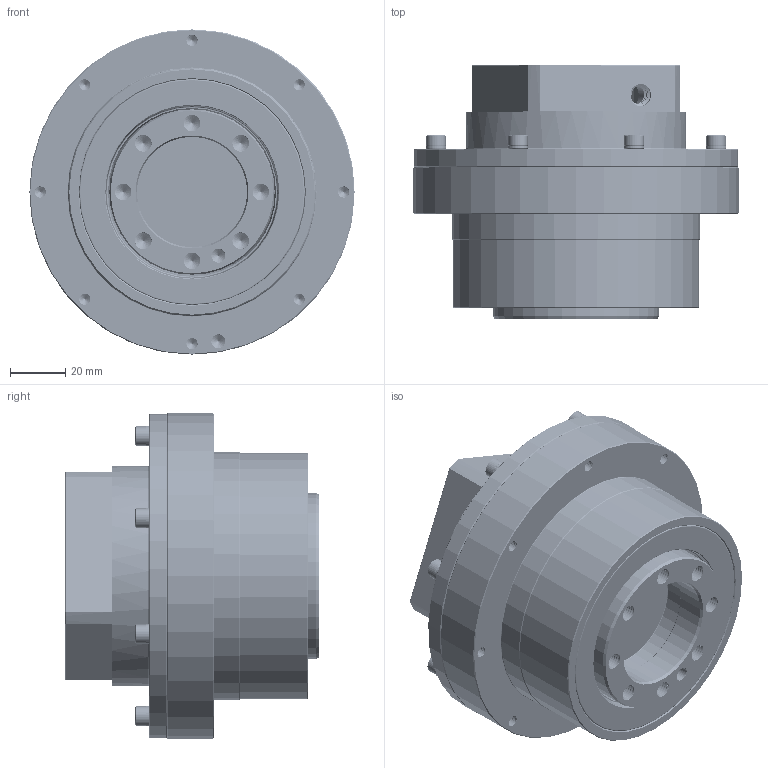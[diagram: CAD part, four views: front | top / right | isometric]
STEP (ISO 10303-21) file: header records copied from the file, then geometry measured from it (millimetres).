
FILE_DESCRIPTION (( 'STEP AP214' ), '1' );
FILE_NAME ('DRP125 400W.STEP', '2022-10-20T08:25:53', ( '' ), ( '' ), 'SwSTEP 2.0', 'SolidWorks 2022', '' );
FILE_SCHEMA (( 'AUTOMOTIVE_DESIGN' ));
Length unit declared in the file: millimetre
Products named in the file (19): DRP125 Rotor; 蝶Щ葭諦敷 M4; DRP125 Frame; DRP125 40 Input Gear; DRP125 Spacer; BRG6812; DRP125 400W; DRP125 40 Housing; BRG6901; Motor Clamp 40B; VC d60D82B6; 溶纂獐お 5x15_晦獄; C-ring R80; Oil Seal - SC d19XD35XB7; BRG6909; BRG6909 iner; 溶纂獐お 4x15; BRG6909 outer; BRG6909 ball
Assembly tree (49 placements, depth 3):
  DRP125 400W
    DRP125 Frame
    C-ring R80
    DRP125 Rotor
    VC d60D82B6
    BRG6901
    BRG6812
    BRG6909
      BRG6909 iner
      BRG6909 ball  x18
      BRG6909 outer
    DRP125 Spacer
    溶纂獐お 4x15  x8
    蝶Щ葭諦敷 M4  x8
    DRP125 40 Housing
    DRP125 40 Input Gear
    溶纂獐お 5x15_晦獄
    Motor Clamp 40B
    Oil Seal - SC d19XD35XB7
Bounding box: 118 x 92.3 x 118 mm (x, y, z)
Volume: 414600 mm3; surface area: 187249.2 mm2
Topology: 48 solids, 51 shells, 2204 faces, 5623 edges, 3512 vertices
Faces by surface type: cylinder 1233, cone 320, torus 276, plane 247, bspline 92, sphere 36
Entity records: 156642 total; most frequent: CARTESIAN_POINT 114295, ORIENTED_EDGE 9834, DIRECTION 7640, EDGE_CURVE 4917, VERTEX_POINT 3116, AXIS2_PLACEMENT_3D 3025, EDGE_LOOP 2045, ADVANCED_FACE 1918
